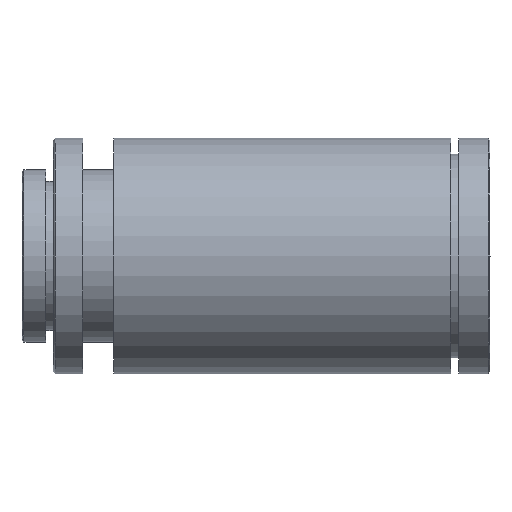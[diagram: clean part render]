
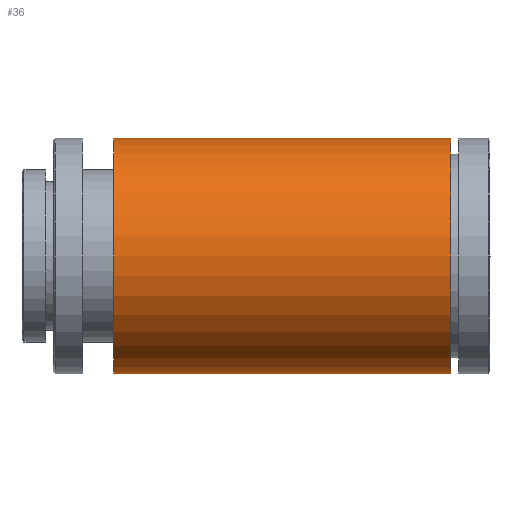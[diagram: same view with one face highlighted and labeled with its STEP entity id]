
A CAD part, front view. The second image highlights one B-rep face of the part: STEP entity #36.
In plain terms, the highlighted cylindrical face has radius 15 mm (diameter 30 mm), a partial arc.
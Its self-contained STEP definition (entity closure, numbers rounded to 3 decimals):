
#36 = ADVANCED_FACE ( 'NONE', ( #445 ), #722, .T. ) ;
#45 = DIRECTION ( 'NONE',  ( -1., 0., 0. ) ) ;
#69 = VERTEX_POINT ( 'NONE', #708 ) ;
#77 = ORIENTED_EDGE ( 'NONE', *, *, #129, .T. ) ;
#116 = CIRCLE ( 'NONE', #617, 15. ) ;
#129 = EDGE_CURVE ( 'NONE', #69, #132, #422, .T. ) ;
#132 = VERTEX_POINT ( 'NONE', #804 ) ;
#195 = DIRECTION ( 'NONE',  ( -1., 0., 0. ) ) ;
#206 = VECTOR ( 'NONE', #1065, 1000. ) ;
#224 = ORIENTED_EDGE ( 'NONE', *, *, #1006, .F. ) ;
#284 = AXIS2_PLACEMENT_3D ( 'NONE', #464, #195, #818 ) ;
#334 = CARTESIAN_POINT ( 'NONE',  ( -215.191, 0., -15. ) ) ;
#422 = LINE ( 'NONE', #509, #861 ) ;
#431 = EDGE_CURVE ( 'NONE', #652, #69, #116, .T. ) ;
#445 = FACE_OUTER_BOUND ( 'NONE', #972, .T. ) ;
#464 = CARTESIAN_POINT ( 'NONE',  ( 11.72, 0., 0. ) ) ;
#500 = CARTESIAN_POINT ( 'NONE',  ( 54.66, 0., 0. ) ) ;
#509 = CARTESIAN_POINT ( 'NONE',  ( -215.191, 0., 15. ) ) ;
#530 = CARTESIAN_POINT ( 'NONE',  ( 54.66, 0., -15. ) ) ;
#535 = CARTESIAN_POINT ( 'NONE',  ( -215.191, 0., 0. ) ) ;
#617 = AXIS2_PLACEMENT_3D ( 'NONE', #500, #45, #1136 ) ;
#648 = CIRCLE ( 'NONE', #284, 15. ) ;
#652 = VERTEX_POINT ( 'NONE', #530 ) ;
#708 = CARTESIAN_POINT ( 'NONE',  ( 54.66, 0., 15. ) ) ;
#722 = CYLINDRICAL_SURFACE ( 'NONE', #1054, 15. ) ;
#804 = CARTESIAN_POINT ( 'NONE',  ( 11.72, 0., 15. ) ) ;
#813 = DIRECTION ( 'NONE',  ( 0., 0., 1. ) ) ;
#818 = DIRECTION ( 'NONE',  ( 0., 0., 1. ) ) ;
#861 = VECTOR ( 'NONE', #1070, 1000. ) ;
#888 = ORIENTED_EDGE ( 'NONE', *, *, #1137, .F. ) ;
#901 = DIRECTION ( 'NONE',  ( -1., 0., 0. ) ) ;
#918 = VERTEX_POINT ( 'NONE', #1120 ) ;
#965 = ORIENTED_EDGE ( 'NONE', *, *, #431, .T. ) ;
#972 = EDGE_LOOP ( 'NONE', ( #224, #965, #77, #888 ) ) ;
#987 = LINE ( 'NONE', #334, #206 ) ;
#1006 = EDGE_CURVE ( 'NONE', #652, #918, #987, .T. ) ;
#1054 = AXIS2_PLACEMENT_3D ( 'NONE', #535, #901, #813 ) ;
#1065 = DIRECTION ( 'NONE',  ( -1., 0., 0. ) ) ;
#1070 = DIRECTION ( 'NONE',  ( -1., 0., 0. ) ) ;
#1120 = CARTESIAN_POINT ( 'NONE',  ( 11.72, 0., -15. ) ) ;
#1136 = DIRECTION ( 'NONE',  ( 0., 0., 1. ) ) ;
#1137 = EDGE_CURVE ( 'NONE', #918, #132, #648, .T. ) ;
